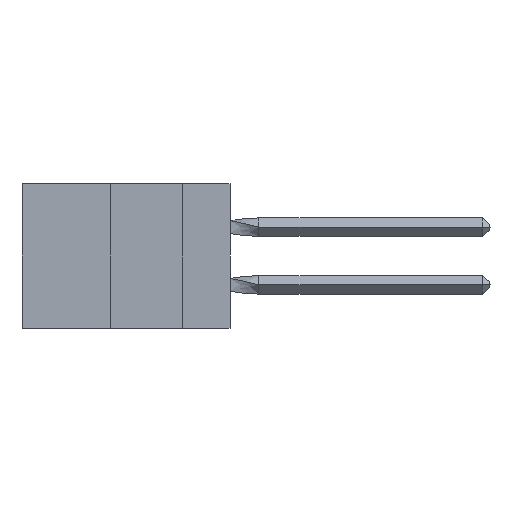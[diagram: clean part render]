
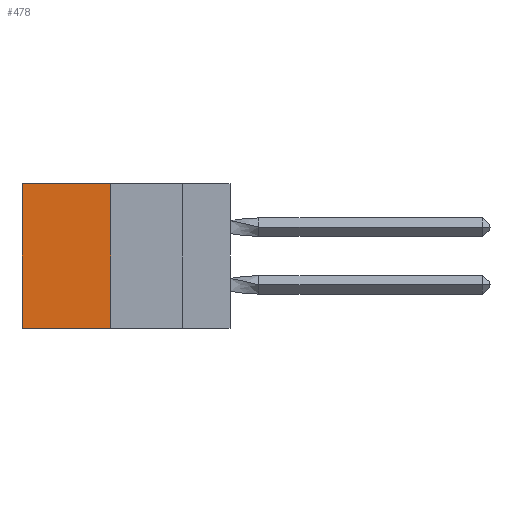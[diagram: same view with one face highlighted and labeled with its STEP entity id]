
A CAD part, left-side view. The second image highlights one B-rep face of the part: STEP entity #478.
In plain terms, the highlighted planar face has unit normal (-1, 0, 0).
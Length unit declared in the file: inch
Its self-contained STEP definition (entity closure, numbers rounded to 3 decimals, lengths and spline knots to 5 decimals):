
#57 = CARTESIAN_POINT ( 'NONE',  ( 0.305, 0.72, 0. ) ) ;
#313 = CARTESIAN_POINT ( 'NONE',  ( 0.305, 0.413, -0.5 ) ) ;
#478 = ADVANCED_FACE ( 'NONE', ( #5175 ), #5347, .F. ) ;
#530 = VECTOR ( 'NONE', #10959, 39.37008 ) ;
#1540 = CARTESIAN_POINT ( 'NONE',  ( 0.305, 0.413, 0. ) ) ;
#1836 = VECTOR ( 'NONE', #16885, 39.37008 ) ;
#3069 = CARTESIAN_POINT ( 'NONE',  ( 0.305, 0.413, -0.5 ) ) ;
#3615 = LINE ( 'NONE', #19183, #530 ) ;
#4064 = EDGE_CURVE ( 'NONE', #18226, #17208, #3615, .T. ) ;
#5175 = FACE_OUTER_BOUND ( 'NONE', #19605, .T. ) ;
#5347 = PLANE ( 'NONE',  #15138 ) ;
#5833 = VECTOR ( 'NONE', #9890, 39.37008 ) ;
#7504 = EDGE_CURVE ( 'NONE', #12694, #18226, #10237, .T. ) ;
#8588 = LINE ( 'NONE', #313, #1836 ) ;
#9687 = DIRECTION ( 'NONE',  ( 0., 1., 0. ) ) ;
#9890 = DIRECTION ( 'NONE',  ( 0., 1., 0. ) ) ;
#10201 = CARTESIAN_POINT ( 'NONE',  ( 0.305, 0.413, 0. ) ) ;
#10237 = LINE ( 'NONE', #1540, #5833 ) ;
#10353 = DIRECTION ( 'NONE',  ( 1., 0., 0. ) ) ;
#10959 = DIRECTION ( 'NONE',  ( 0., 0., -1. ) ) ;
#12694 = VERTEX_POINT ( 'NONE', #10201 ) ;
#12755 = EDGE_CURVE ( 'NONE', #12694, #15972, #8588, .T. ) ;
#14509 = LINE ( 'NONE', #19558, #16584 ) ;
#15138 = AXIS2_PLACEMENT_3D ( 'NONE', #15176, #10353, #15327 ) ;
#15176 = CARTESIAN_POINT ( 'NONE',  ( 0.305, 0.413, -0.5 ) ) ;
#15181 = ORIENTED_EDGE ( 'NONE', *, *, #12755, .F. ) ;
#15327 = DIRECTION ( 'NONE',  ( 0., 0., -1. ) ) ;
#15972 = VERTEX_POINT ( 'NONE', #3069 ) ;
#16584 = VECTOR ( 'NONE', #9687, 39.37008 ) ;
#16885 = DIRECTION ( 'NONE',  ( 0., 0., -1. ) ) ;
#17208 = VERTEX_POINT ( 'NONE', #20086 ) ;
#18226 = VERTEX_POINT ( 'NONE', #57 ) ;
#18633 = ORIENTED_EDGE ( 'NONE', *, *, #20906, .F. ) ;
#19015 = ORIENTED_EDGE ( 'NONE', *, *, #4064, .T. ) ;
#19183 = CARTESIAN_POINT ( 'NONE',  ( 0.305, 0.72, -0.5 ) ) ;
#19558 = CARTESIAN_POINT ( 'NONE',  ( 0.305, 0.413, -0.5 ) ) ;
#19605 = EDGE_LOOP ( 'NONE', ( #19015, #18633, #15181, #20657 ) ) ;
#20086 = CARTESIAN_POINT ( 'NONE',  ( 0.305, 0.72, -0.5 ) ) ;
#20657 = ORIENTED_EDGE ( 'NONE', *, *, #7504, .T. ) ;
#20906 = EDGE_CURVE ( 'NONE', #15972, #17208, #14509, .T. ) ;
